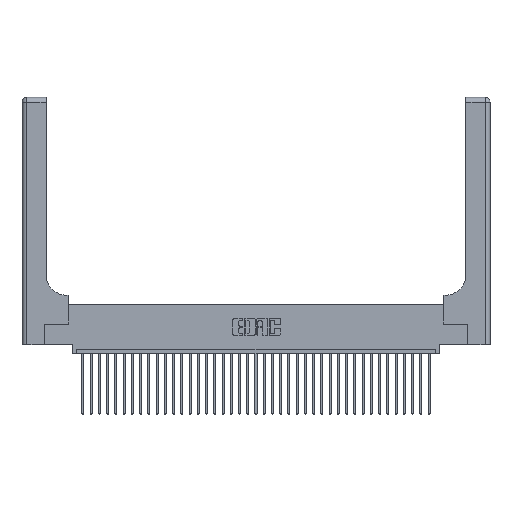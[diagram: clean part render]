
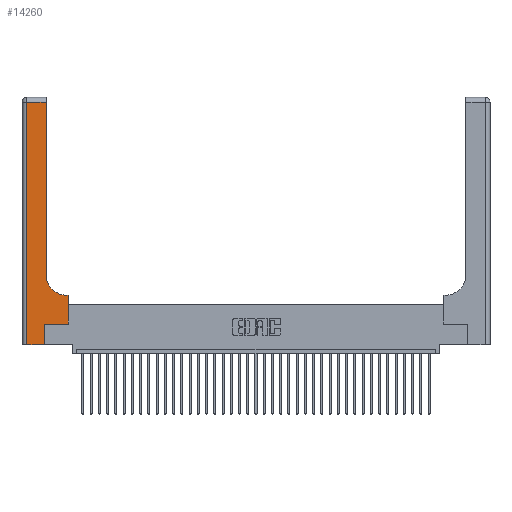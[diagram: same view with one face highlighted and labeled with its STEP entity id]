
A CAD part, top view. The second image highlights one B-rep face of the part: STEP entity #14260.
In plain terms, the highlighted planar face has unit normal (0, 0, 1).
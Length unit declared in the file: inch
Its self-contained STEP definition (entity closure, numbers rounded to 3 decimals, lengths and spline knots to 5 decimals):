
#934 = DIRECTION ( 'NONE',  ( -1., 0., 0. ) ) ;
#1724 = LINE ( 'NONE', #32298, #33868 ) ;
#1889 = EDGE_CURVE ( 'NONE', #13642, #32244, #18543, .T. ) ;
#2519 = CARTESIAN_POINT ( 'NONE',  ( 0.06, 3., 0.37 ) ) ;
#3019 = CARTESIAN_POINT ( 'NONE',  ( 0.269, 0., 0.37 ) ) ;
#3708 = CARTESIAN_POINT ( 'NONE',  ( 0.5585, 0.25, 0.37 ) ) ;
#3750 = CARTESIAN_POINT ( 'NONE',  ( 0., 2.94, 0.37 ) ) ;
#3830 = EDGE_LOOP ( 'NONE', ( #4302, #17706, #37314, #32332, #36248, #18177, #26543, #8994, #6172 ) ) ;
#4038 = LINE ( 'NONE', #3019, #33983 ) ;
#4302 = ORIENTED_EDGE ( 'NONE', *, *, #16387, .T. ) ;
#5723 = CARTESIAN_POINT ( 'NONE',  ( 0.5415, 0.85, 0.37 ) ) ;
#5849 = DIRECTION ( 'NONE',  ( 0., 0., -1. ) ) ;
#6141 = CIRCLE ( 'NONE', #8875, 0.25 ) ;
#6172 = ORIENTED_EDGE ( 'NONE', *, *, #25507, .T. ) ;
#7366 = LINE ( 'NONE', #3708, #15451 ) ;
#7603 = DIRECTION ( 'NONE',  ( 0., 0., -1. ) ) ;
#7847 = CARTESIAN_POINT ( 'NONE',  ( 0.5585, 0.25, 0.37 ) ) ;
#8088 = LINE ( 'NONE', #30253, #13894 ) ;
#8479 = VECTOR ( 'NONE', #29367, 39.37008 ) ;
#8875 = AXIS2_PLACEMENT_3D ( 'NONE', #5723, #5849, #22715 ) ;
#8994 = ORIENTED_EDGE ( 'NONE', *, *, #16373, .T. ) ;
#9327 = DIRECTION ( 'NONE',  ( 0., 1., 0. ) ) ;
#9910 = DIRECTION ( 'NONE',  ( 1., 0., 0. ) ) ;
#10869 = VERTEX_POINT ( 'NONE', #35531 ) ;
#12468 = DIRECTION ( 'NONE',  ( -1., 0., 0. ) ) ;
#13294 = VERTEX_POINT ( 'NONE', #27172 ) ;
#13642 = VERTEX_POINT ( 'NONE', #23701 ) ;
#13894 = VECTOR ( 'NONE', #9910, 39.37008 ) ;
#14260 = ADVANCED_FACE ( 'NONE', ( #33124 ), #23641, .F. ) ;
#14426 = CARTESIAN_POINT ( 'NONE',  ( 0., 0., 0.37 ) ) ;
#14941 = CARTESIAN_POINT ( 'NONE',  ( 0.5415, 0.6, 0.37 ) ) ;
#15335 = CARTESIAN_POINT ( 'NONE',  ( 0.2915, 3., 0.37 ) ) ;
#15451 = VECTOR ( 'NONE', #36143, 39.37008 ) ;
#15482 = EDGE_CURVE ( 'NONE', #13294, #18989, #4038, .T. ) ;
#16373 = EDGE_CURVE ( 'NONE', #18446, #24720, #1724, .T. ) ;
#16387 = EDGE_CURVE ( 'NONE', #21703, #10869, #34338, .T. ) ;
#17147 = VECTOR ( 'NONE', #31243, 39.37008 ) ;
#17261 = VECTOR ( 'NONE', #34747, 39.37008 ) ;
#17622 = EDGE_CURVE ( 'NONE', #32244, #13294, #24962, .T. ) ;
#17706 = ORIENTED_EDGE ( 'NONE', *, *, #21766, .T. ) ;
#18177 = ORIENTED_EDGE ( 'NONE', *, *, #32139, .T. ) ;
#18446 = VERTEX_POINT ( 'NONE', #28433 ) ;
#18543 = LINE ( 'NONE', #2519, #17147 ) ;
#18989 = VERTEX_POINT ( 'NONE', #32276 ) ;
#19267 = LINE ( 'NONE', #3750, #22410 ) ;
#21323 = AXIS2_PLACEMENT_3D ( 'NONE', #35248, #7603, #36382 ) ;
#21703 = VERTEX_POINT ( 'NONE', #29683 ) ;
#21766 = EDGE_CURVE ( 'NONE', #10869, #13642, #19267, .T. ) ;
#21906 = CARTESIAN_POINT ( 'NONE',  ( 0.06, 0., 0.37 ) ) ;
#22410 = VECTOR ( 'NONE', #12468, 39.37008 ) ;
#22715 = DIRECTION ( 'NONE',  ( 1., 0., 0. ) ) ;
#23330 = EDGE_CURVE ( 'NONE', #28183, #18446, #7366, .T. ) ;
#23641 = PLANE ( 'NONE',  #21323 ) ;
#23701 = CARTESIAN_POINT ( 'NONE',  ( 0.06, 2.94, 0.37 ) ) ;
#24720 = VERTEX_POINT ( 'NONE', #14941 ) ;
#24962 = LINE ( 'NONE', #14426, #17261 ) ;
#25507 = EDGE_CURVE ( 'NONE', #24720, #21703, #6141, .T. ) ;
#26543 = ORIENTED_EDGE ( 'NONE', *, *, #23330, .T. ) ;
#27172 = CARTESIAN_POINT ( 'NONE',  ( 0.269, 0., 0.37 ) ) ;
#28183 = VERTEX_POINT ( 'NONE', #7847 ) ;
#28433 = CARTESIAN_POINT ( 'NONE',  ( 0.5585, 0.6, 0.37 ) ) ;
#29367 = DIRECTION ( 'NONE',  ( 0., 1., 0. ) ) ;
#29683 = CARTESIAN_POINT ( 'NONE',  ( 0.2915, 0.85, 0.37 ) ) ;
#30253 = CARTESIAN_POINT ( 'NONE',  ( 0.269, 0.25, 0.37 ) ) ;
#31243 = DIRECTION ( 'NONE',  ( 0., -1., 0. ) ) ;
#32139 = EDGE_CURVE ( 'NONE', #18989, #28183, #8088, .T. ) ;
#32244 = VERTEX_POINT ( 'NONE', #21906 ) ;
#32276 = CARTESIAN_POINT ( 'NONE',  ( 0.269, 0.25, 0.37 ) ) ;
#32298 = CARTESIAN_POINT ( 'NONE',  ( 0.2915, 0.6, 0.37 ) ) ;
#32332 = ORIENTED_EDGE ( 'NONE', *, *, #17622, .T. ) ;
#33124 = FACE_OUTER_BOUND ( 'NONE', #3830, .T. ) ;
#33868 = VECTOR ( 'NONE', #934, 39.37008 ) ;
#33983 = VECTOR ( 'NONE', #9327, 39.37008 ) ;
#34338 = LINE ( 'NONE', #15335, #8479 ) ;
#34747 = DIRECTION ( 'NONE',  ( 1., 0., 0. ) ) ;
#35248 = CARTESIAN_POINT ( 'NONE',  ( 0., 3., 0.37 ) ) ;
#35531 = CARTESIAN_POINT ( 'NONE',  ( 0.2915, 2.94, 0.37 ) ) ;
#36143 = DIRECTION ( 'NONE',  ( 0., 1., 0. ) ) ;
#36248 = ORIENTED_EDGE ( 'NONE', *, *, #15482, .T. ) ;
#36382 = DIRECTION ( 'NONE',  ( -1., 0., 0. ) ) ;
#37314 = ORIENTED_EDGE ( 'NONE', *, *, #1889, .T. ) ;
